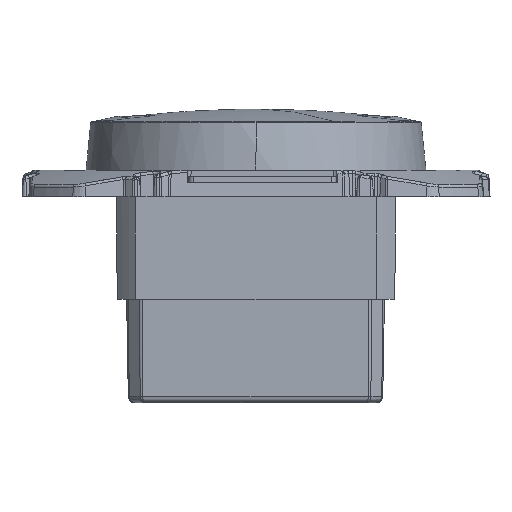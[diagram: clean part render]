
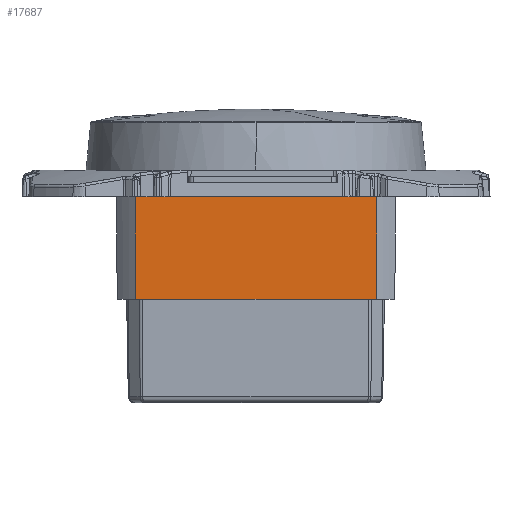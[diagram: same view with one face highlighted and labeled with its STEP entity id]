
A CAD part, left-side view. The second image highlights one B-rep face of the part: STEP entity #17687.
In plain terms, the highlighted planar face has unit normal (1, 0, 0.009).
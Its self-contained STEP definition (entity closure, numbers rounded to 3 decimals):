
#17674=AXIS2_PLACEMENT_3D('Plane Axis2P3D',#17671,#17672,#17673) ;
#17442=CARTESIAN_POINT('Vertex',(-21.636,-18.835,0.)) ;
#17459=CARTESIAN_POINT('Vertex',(-21.496,-18.783,-16.)) ;
#17463=CARTESIAN_POINT('Control Point',(-21.636,-18.835,0.)) ;
#17464=CARTESIAN_POINT('Control Point',(-21.589,-18.818,-5.333)) ;
#17465=CARTESIAN_POINT('Control Point',(-21.543,-18.8,-10.667)) ;
#17466=CARTESIAN_POINT('Control Point',(-21.496,-18.783,-16.)) ;
#17486=CARTESIAN_POINT('Vertex',(-21.636,18.835,0.)) ;
#17490=CARTESIAN_POINT('Control Point',(-21.636,18.835,0.)) ;
#17491=CARTESIAN_POINT('Control Point',(-21.589,18.818,-5.333)) ;
#17492=CARTESIAN_POINT('Control Point',(-21.543,18.8,-10.667)) ;
#17493=CARTESIAN_POINT('Control Point',(-21.496,18.783,-16.)) ;
#17494=CARTESIAN_POINT('Vertex',(-21.496,18.783,-16.)) ;
#17633=CARTESIAN_POINT('Line Origine',(-21.496,0.,-16.)) ;
#17671=CARTESIAN_POINT('Axis2P3D Location',(-21.65,0.,1.65)) ;
#17676=CARTESIAN_POINT('Line Origine',(-21.636,0.,0.)) ;
#17634=DIRECTION('Vector Direction',(0.,1.,0.)) ;
#17672=DIRECTION('Axis2P3D Direction',(1.,-0.,0.009)) ;
#17673=DIRECTION('Axis2P3D XDirection',(0.,1.,0.)) ;
#17677=DIRECTION('Vector Direction',(0.,1.,0.)) ;
#17635=VECTOR('Line Direction',#17634,1.) ;
#17678=VECTOR('Line Direction',#17677,1.) ;
#17682=ORIENTED_EDGE('',*,*,#17467,.T.) ;
#17683=ORIENTED_EDGE('',*,*,#17637,.T.) ;
#17684=ORIENTED_EDGE('',*,*,#17496,.F.) ;
#17685=ORIENTED_EDGE('',*,*,#17680,.F.) ;
#17687=ADVANCED_FACE('Surface.1',(#17686),#17675,.T.) ;
#17462=B_SPLINE_CURVE_WITH_KNOTS('',3,(#17463,#17464,#17465,#17466),.UNSPECIFIED.,.F.,.U.,(4,4),(2.334,24.962),.UNSPECIFIED.) ;
#17489=B_SPLINE_CURVE_WITH_KNOTS('',3,(#17490,#17491,#17492,#17493),.UNSPECIFIED.,.F.,.U.,(4,4),(2.334,24.962),.UNSPECIFIED.) ;
#17467=EDGE_CURVE('',#17443,#17460,#17462,.T.) ;
#17496=EDGE_CURVE('',#17487,#17495,#17489,.T.) ;
#17637=EDGE_CURVE('',#17460,#17495,#17636,.T.) ;
#17680=EDGE_CURVE('',#17443,#17487,#17679,.T.) ;
#17681=EDGE_LOOP('',(#17682,#17683,#17684,#17685)) ;
#17686=FACE_OUTER_BOUND('',#17681,.T.) ;
#17636=LINE('Line',#17633,#17635) ;
#17679=LINE('Line',#17676,#17678) ;
#17675=PLANE('',#17674) ;
#17443=VERTEX_POINT('',#17442) ;
#17460=VERTEX_POINT('',#17459) ;
#17487=VERTEX_POINT('',#17486) ;
#17495=VERTEX_POINT('',#17494) ;
